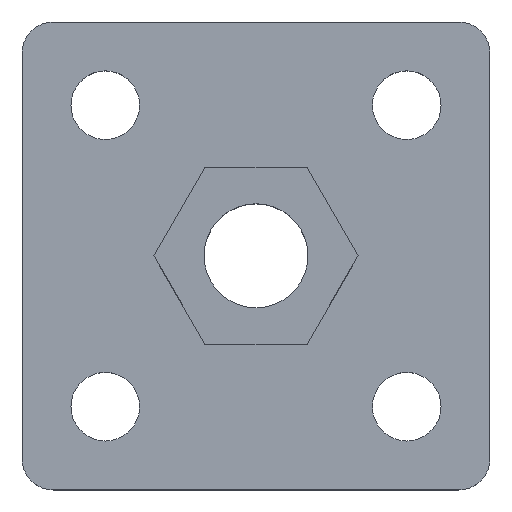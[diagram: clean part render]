
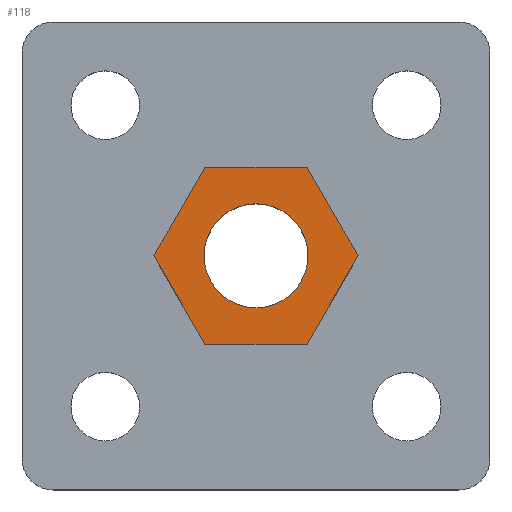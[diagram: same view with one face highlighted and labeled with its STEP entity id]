
A CAD part, top view. The second image highlights one B-rep face of the part: STEP entity #118.
In plain terms, the highlighted planar face has unit normal (0, 0, 1).
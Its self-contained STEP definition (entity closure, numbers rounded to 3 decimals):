
#29 = CARTESIAN_POINT ( 'NONE',  ( -9.815, 0., 14. ) ) ;
#35 = VECTOR ( 'NONE', #142, 1000. ) ;
#43 = DIRECTION ( 'NONE',  ( 1., 0., 0. ) ) ;
#46 = EDGE_CURVE ( 'NONE', #545, #538, #847, .T. ) ;
#68 = ORIENTED_EDGE ( 'NONE', *, *, #688, .T. ) ;
#71 = CARTESIAN_POINT ( 'NONE',  ( 0., 0., 14. ) ) ;
#118 = ADVANCED_FACE ( 'NONE', ( #615, #227 ), #459, .T. ) ;
#126 = VERTEX_POINT ( 'NONE', #848 ) ;
#140 = VECTOR ( 'NONE', #245, 1000. ) ;
#142 = DIRECTION ( 'NONE',  ( -0.5, -0.866, 0. ) ) ;
#145 = EDGE_CURVE ( 'NONE', #650, #896, #777, .T. ) ;
#152 = VERTEX_POINT ( 'NONE', #547 ) ;
#153 = CARTESIAN_POINT ( 'NONE',  ( -5., 0., 14. ) ) ;
#186 = ORIENTED_EDGE ( 'NONE', *, *, #46, .F. ) ;
#194 = ORIENTED_EDGE ( 'NONE', *, *, #273, .T. ) ;
#202 = LINE ( 'NONE', #994, #35 ) ;
#221 = CARTESIAN_POINT ( 'NONE',  ( -4.907, -8.5, 14. ) ) ;
#227 = FACE_BOUND ( 'NONE', #505, .T. ) ;
#240 = CARTESIAN_POINT ( 'NONE',  ( 9.815, 0., 14. ) ) ;
#245 = DIRECTION ( 'NONE',  ( 0.5, -0.866, 0. ) ) ;
#258 = VECTOR ( 'NONE', #697, 1000. ) ;
#273 = EDGE_CURVE ( 'NONE', #126, #650, #942, .T. ) ;
#278 = VECTOR ( 'NONE', #563, 1000. ) ;
#285 = EDGE_CURVE ( 'NONE', #538, #545, #558, .T. ) ;
#288 = CARTESIAN_POINT ( 'NONE',  ( -4.907, 8.5, 14. ) ) ;
#322 = VERTEX_POINT ( 'NONE', #960 ) ;
#333 = CARTESIAN_POINT ( 'NONE',  ( 4.907, -8.5, 14. ) ) ;
#334 = CARTESIAN_POINT ( 'NONE',  ( 0., 0., 14. ) ) ;
#345 = ORIENTED_EDGE ( 'NONE', *, *, #766, .T. ) ;
#371 = DIRECTION ( 'NONE',  ( 1., 0., 0. ) ) ;
#377 = VECTOR ( 'NONE', #401, 1000. ) ;
#388 = CARTESIAN_POINT ( 'NONE',  ( 4.907, 8.5, 14. ) ) ;
#391 = CARTESIAN_POINT ( 'NONE',  ( 5., 0., 14. ) ) ;
#398 = VECTOR ( 'NONE', #43, 1000. ) ;
#401 = DIRECTION ( 'NONE',  ( -0.5, 0.866, 0. ) ) ;
#452 = CARTESIAN_POINT ( 'NONE',  ( 0., 0., 14. ) ) ;
#459 = PLANE ( 'NONE',  #544 ) ;
#484 = DIRECTION ( 'NONE',  ( 1., 0., 0. ) ) ;
#495 = ORIENTED_EDGE ( 'NONE', *, *, #682, .T. ) ;
#505 = EDGE_LOOP ( 'NONE', ( #186, #613 ) ) ;
#536 = DIRECTION ( 'NONE',  ( 0., 0., 1. ) ) ;
#538 = VERTEX_POINT ( 'NONE', #391 ) ;
#544 = AXIS2_PLACEMENT_3D ( 'NONE', #71, #536, #771 ) ;
#545 = VERTEX_POINT ( 'NONE', #153 ) ;
#547 = CARTESIAN_POINT ( 'NONE',  ( 4.907, -8.5, 14. ) ) ;
#556 = VERTEX_POINT ( 'NONE', #221 ) ;
#558 = CIRCLE ( 'NONE', #637, 5. ) ;
#563 = DIRECTION ( 'NONE',  ( 0.5, 0.866, 0. ) ) ;
#613 = ORIENTED_EDGE ( 'NONE', *, *, #285, .F. ) ;
#615 = FACE_OUTER_BOUND ( 'NONE', #642, .T. ) ;
#636 = LINE ( 'NONE', #333, #278 ) ;
#637 = AXIS2_PLACEMENT_3D ( 'NONE', #334, #803, #484 ) ;
#642 = EDGE_LOOP ( 'NONE', ( #345, #68, #194, #804, #882, #495 ) ) ;
#650 = VERTEX_POINT ( 'NONE', #787 ) ;
#682 = EDGE_CURVE ( 'NONE', #322, #556, #783, .T. ) ;
#688 = EDGE_CURVE ( 'NONE', #152, #126, #636, .T. ) ;
#697 = DIRECTION ( 'NONE',  ( -1., 0., 0. ) ) ;
#736 = CARTESIAN_POINT ( 'NONE',  ( -4.907, -8.5, 14. ) ) ;
#743 = LINE ( 'NONE', #736, #398 ) ;
#762 = DIRECTION ( 'NONE',  ( 0., 0., 1. ) ) ;
#766 = EDGE_CURVE ( 'NONE', #556, #152, #743, .T. ) ;
#771 = DIRECTION ( 'NONE',  ( 1., 0., 0. ) ) ;
#777 = LINE ( 'NONE', #388, #258 ) ;
#783 = LINE ( 'NONE', #29, #140 ) ;
#787 = CARTESIAN_POINT ( 'NONE',  ( 4.907, 8.5, 14. ) ) ;
#803 = DIRECTION ( 'NONE',  ( 0., 0., 1. ) ) ;
#804 = ORIENTED_EDGE ( 'NONE', *, *, #145, .T. ) ;
#847 = CIRCLE ( 'NONE', #919, 5. ) ;
#848 = CARTESIAN_POINT ( 'NONE',  ( 9.815, 0., 14. ) ) ;
#865 = EDGE_CURVE ( 'NONE', #896, #322, #202, .T. ) ;
#882 = ORIENTED_EDGE ( 'NONE', *, *, #865, .T. ) ;
#896 = VERTEX_POINT ( 'NONE', #288 ) ;
#919 = AXIS2_PLACEMENT_3D ( 'NONE', #452, #762, #371 ) ;
#942 = LINE ( 'NONE', #240, #377 ) ;
#960 = CARTESIAN_POINT ( 'NONE',  ( -9.815, 0., 14. ) ) ;
#994 = CARTESIAN_POINT ( 'NONE',  ( -4.907, 8.5, 14. ) ) ;
